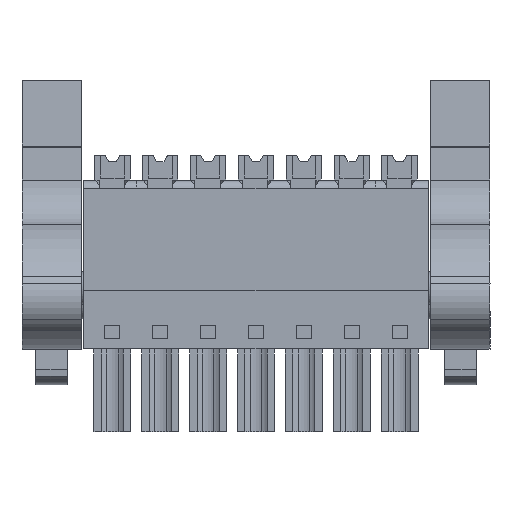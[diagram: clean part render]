
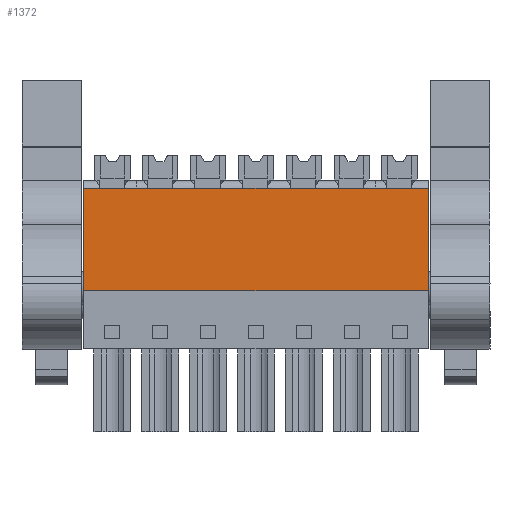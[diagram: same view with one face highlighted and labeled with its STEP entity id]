
A CAD part, front view. The second image highlights one B-rep face of the part: STEP entity #1372.
In plain terms, the highlighted planar face has unit normal (0, -1, 0).
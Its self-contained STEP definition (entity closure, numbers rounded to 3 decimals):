
#1352=AXIS2_PLACEMENT_3D('Plane Axis2P3D',#1349,#1350,#1351) ;
#77=CARTESIAN_POINT('Vertex',(4.9,2.029,11.25)) ;
#80=CARTESIAN_POINT('Line Origine',(4.9,2.029,15.325)) ;
#84=CARTESIAN_POINT('Vertex',(4.9,2.029,19.4)) ;
#1333=CARTESIAN_POINT('Vertex',(32.36,2.029,11.25)) ;
#1336=CARTESIAN_POINT('Line Origine',(18.63,2.029,11.25)) ;
#1349=CARTESIAN_POINT('Axis2P3D Location',(16.23,2.029,19.4)) ;
#1354=CARTESIAN_POINT('Line Origine',(32.36,2.029,15.325)) ;
#1358=CARTESIAN_POINT('Vertex',(32.36,2.029,19.4)) ;
#1361=CARTESIAN_POINT('Line Origine',(18.63,2.029,19.4)) ;
#81=DIRECTION('Vector Direction',(0.,0.,1.)) ;
#1337=DIRECTION('Vector Direction',(1.,0.,0.)) ;
#1350=DIRECTION('Axis2P3D Direction',(0.,-1.,0.)) ;
#1351=DIRECTION('Axis2P3D XDirection',(0.,0.,-1.)) ;
#1355=DIRECTION('Vector Direction',(0.,0.,-1.)) ;
#1362=DIRECTION('Vector Direction',(1.,0.,0.)) ;
#82=VECTOR('Line Direction',#81,1.) ;
#1338=VECTOR('Line Direction',#1337,1.) ;
#1356=VECTOR('Line Direction',#1355,1.) ;
#1363=VECTOR('Line Direction',#1362,1.) ;
#1367=ORIENTED_EDGE('',*,*,#1340,.T.) ;
#1368=ORIENTED_EDGE('',*,*,#1360,.F.) ;
#1369=ORIENTED_EDGE('',*,*,#1365,.F.) ;
#1370=ORIENTED_EDGE('',*,*,#86,.F.) ;
#1372=ADVANCED_FACE('HOUSING',(#1371),#1353,.T.) ;
#86=EDGE_CURVE('',#78,#85,#83,.T.) ;
#1340=EDGE_CURVE('',#78,#1334,#1339,.T.) ;
#1360=EDGE_CURVE('',#1359,#1334,#1357,.T.) ;
#1365=EDGE_CURVE('',#85,#1359,#1364,.T.) ;
#1366=EDGE_LOOP('',(#1367,#1368,#1369,#1370)) ;
#1371=FACE_OUTER_BOUND('',#1366,.T.) ;
#83=LINE('Line',#80,#82) ;
#1339=LINE('Line',#1336,#1338) ;
#1357=LINE('Line',#1354,#1356) ;
#1364=LINE('Line',#1361,#1363) ;
#1353=PLANE('',#1352) ;
#78=VERTEX_POINT('',#77) ;
#85=VERTEX_POINT('',#84) ;
#1334=VERTEX_POINT('',#1333) ;
#1359=VERTEX_POINT('',#1358) ;
